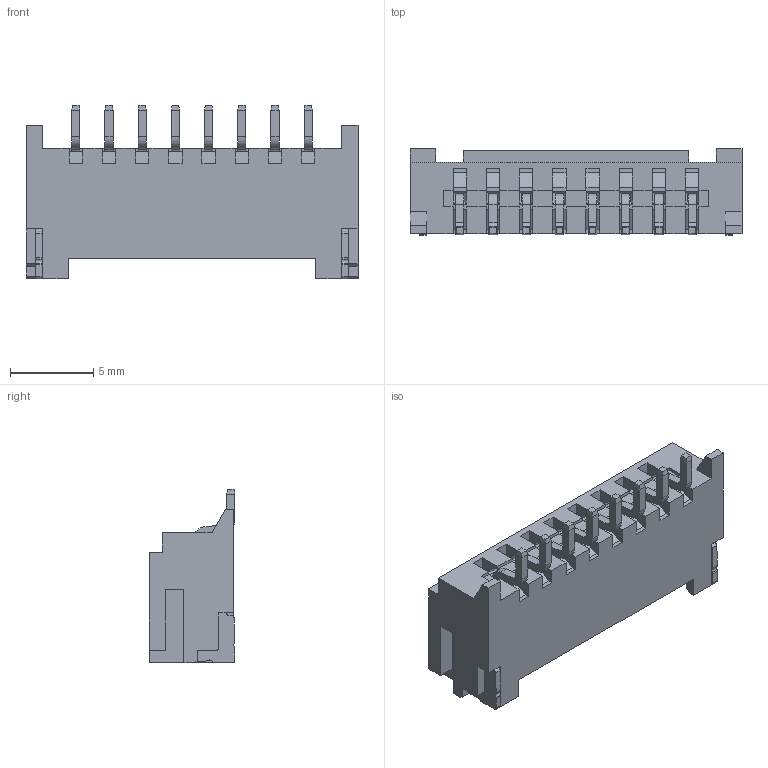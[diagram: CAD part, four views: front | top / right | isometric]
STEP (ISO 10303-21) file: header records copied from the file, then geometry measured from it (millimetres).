
FILE_DESCRIPTION (( 'STEP AP214' ), '1' );
FILE_NAME ('WF08-0N08T52N11.STEP', '2023-08-12T03:25:57', ( '' ), ( '' ), 'SwSTEP 2.0', 'SolidWorks 2023', '' );
FILE_SCHEMA (( 'AUTOMOTIVE_DESIGN' ));
Length unit declared in the file: millimetre
Products named in the file (1): WF08-0N08T52N11
Bounding box: 20 x 5.18 x 10.45 mm (x, y, z)
Volume: 324.7 mm3; surface area: 911.4 mm2
Topology: 1 solids, 1 shells, 505 faces, 1407 edges, 908 vertices
Faces by surface type: plane 429, cylinder 76
Entity records: 18392 total; most frequent: CARTESIAN_POINT 2821, ORIENTED_EDGE 2814, DIRECTION 2571, EDGE_CURVE 1407, LINE 1255, VECTOR 1255, VERTEX_POINT 908, AXIS2_PLACEMENT_3D 658
